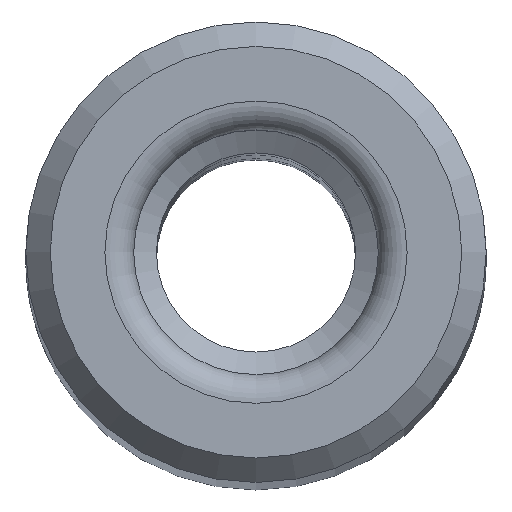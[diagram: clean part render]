
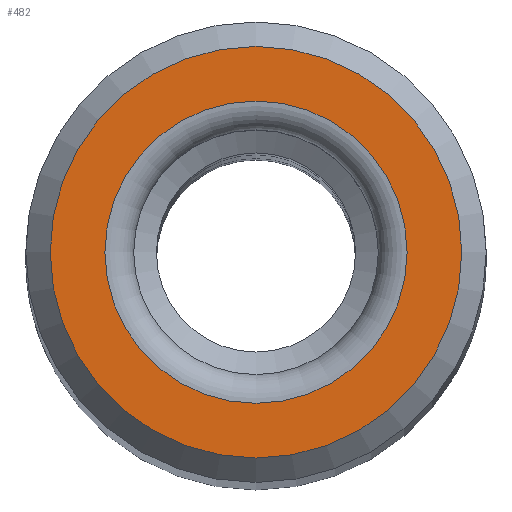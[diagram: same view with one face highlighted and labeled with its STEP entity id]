
A CAD part, top view. The second image highlights one B-rep face of the part: STEP entity #482.
In plain terms, the highlighted planar face has unit normal (0, 0, 1).
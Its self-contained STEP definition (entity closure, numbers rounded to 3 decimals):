
#30=PLANE('',#527);
#81=ORIENTED_EDGE('',*,*,#138,.F.);
#82=ORIENTED_EDGE('',*,*,#139,.T.);
#138=EDGE_CURVE('',#169,#169,#188,.T.);
#139=EDGE_CURVE('',#170,#170,#189,.F.);
#169=VERTEX_POINT('',#707);
#170=VERTEX_POINT('',#709);
#188=CIRCLE('',#528,5.25);
#189=CIRCLE('',#529,7.15);
#214=EDGE_LOOP('',(#81));
#215=EDGE_LOOP('',(#82));
#260=FACE_BOUND('',#214,.T.);
#261=FACE_BOUND('',#215,.T.);
#482=ADVANCED_FACE('',(#260,#261),#30,.F.);
#527=AXIS2_PLACEMENT_3D('',#705,#604,#605);
#528=AXIS2_PLACEMENT_3D('',#706,#606,#607);
#529=AXIS2_PLACEMENT_3D('',#708,#608,#609);
#604=DIRECTION('',(0.,0.,-1.));
#605=DIRECTION('',(-1.,0.,0.));
#606=DIRECTION('',(0.,0.,1.));
#607=DIRECTION('',(1.,0.,0.));
#608=DIRECTION('',(0.,0.,-1.));
#609=DIRECTION('',(-1.,0.,0.));
#705=CARTESIAN_POINT('',(8.,0.,171.));
#706=CARTESIAN_POINT('',(0.,0.,171.));
#707=CARTESIAN_POINT('',(5.25,0.,171.));
#708=CARTESIAN_POINT('',(0.,0.,171.));
#709=CARTESIAN_POINT('',(-7.15,0.,171.));
